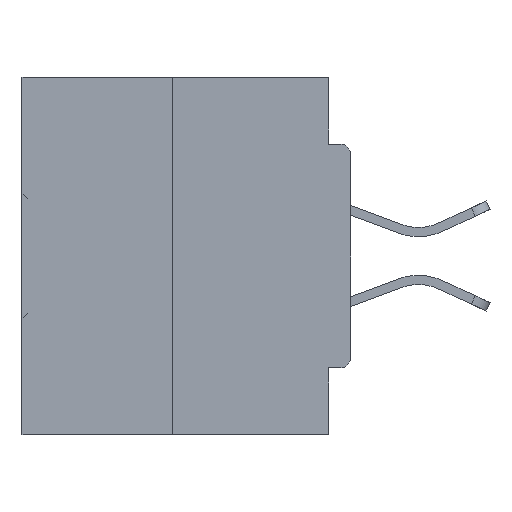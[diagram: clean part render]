
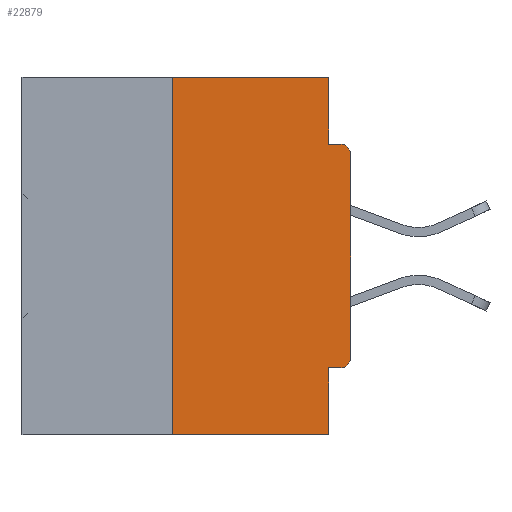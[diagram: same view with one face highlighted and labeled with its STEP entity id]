
A CAD part, left-side view. The second image highlights one B-rep face of the part: STEP entity #22879.
In plain terms, the highlighted planar face has unit normal (-1, 0, 0).
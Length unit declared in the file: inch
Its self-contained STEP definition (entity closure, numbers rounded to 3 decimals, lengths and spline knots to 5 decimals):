
#298 = CARTESIAN_POINT ( 'NONE',  ( 0., 0.015, -0.0935 ) ) ;
#307 = CARTESIAN_POINT ( 'NONE',  ( 0., 0., -0.3915 ) ) ;
#485 = CARTESIAN_POINT ( 'NONE',  ( 0., 0.015, -0.3915 ) ) ;
#2001 = ORIENTED_EDGE ( 'NONE', *, *, #26579, .F. ) ;
#2008 = VECTOR ( 'NONE', #8551, 39.37008 ) ;
#2905 = LINE ( 'NONE', #34598, #14144 ) ;
#3418 = VECTOR ( 'NONE', #30335, 39.37008 ) ;
#3639 = ORIENTED_EDGE ( 'NONE', *, *, #28433, .F. ) ;
#4688 = PLANE ( 'NONE',  #38605 ) ;
#4835 = ORIENTED_EDGE ( 'NONE', *, *, #36766, .T. ) ;
#5139 = VERTEX_POINT ( 'NONE', #24501 ) ;
#6250 = VECTOR ( 'NONE', #6264, 39.37008 ) ;
#6264 = DIRECTION ( 'NONE',  ( 0., -1., 0. ) ) ;
#6408 = EDGE_CURVE ( 'NONE', #23765, #5139, #2905, .T. ) ;
#6878 = EDGE_LOOP ( 'NONE', ( #3639, #45701, #42849, #2001, #35395, #12799, #11852, #4835, #27197, #21720 ) ) ;
#7039 = CARTESIAN_POINT ( 'NONE',  ( 0., 0., -0.0935 ) ) ;
#7227 = VERTEX_POINT ( 'NONE', #46011 ) ;
#7464 = DIRECTION ( 'NONE',  ( 0., 0., -1. ) ) ;
#7476 = VERTEX_POINT ( 'NONE', #307 ) ;
#7489 = LINE ( 'NONE', #27767, #33343 ) ;
#7850 = DIRECTION ( 'NONE',  ( 0., 0., -1. ) ) ;
#8551 = DIRECTION ( 'NONE',  ( 0., 0., 1. ) ) ;
#8784 = EDGE_CURVE ( 'NONE', #38557, #7476, #37168, .T. ) ;
#9083 = CARTESIAN_POINT ( 'NONE',  ( 0., 0.031, 0. ) ) ;
#9640 = VERTEX_POINT ( 'NONE', #32191 ) ;
#11088 = EDGE_CURVE ( 'NONE', #5139, #24379, #19040, .T. ) ;
#11284 = LINE ( 'NONE', #27783, #6250 ) ;
#11822 = CARTESIAN_POINT ( 'NONE',  ( 0., 0.031, -0.4065 ) ) ;
#11852 = ORIENTED_EDGE ( 'NONE', *, *, #17400, .T. ) ;
#12799 = ORIENTED_EDGE ( 'NONE', *, *, #8784, .T. ) ;
#14144 = VECTOR ( 'NONE', #38383, 39.37008 ) ;
#17400 = EDGE_CURVE ( 'NONE', #7476, #9640, #7489, .T. ) ;
#17697 = CARTESIAN_POINT ( 'NONE',  ( 0., 0.25, 0. ) ) ;
#17778 = DIRECTION ( 'NONE',  ( -1., 0., 0. ) ) ;
#18089 = VERTEX_POINT ( 'NONE', #17697 ) ;
#18423 = DIRECTION ( 'NONE',  ( 0., 1., 0. ) ) ;
#19040 = LINE ( 'NONE', #7039, #44409 ) ;
#21302 = FACE_OUTER_BOUND ( 'NONE', #6878, .T. ) ;
#21624 = DIRECTION ( 'NONE',  ( 0., -1., 0. ) ) ;
#21720 = ORIENTED_EDGE ( 'NONE', *, *, #6408, .F. ) ;
#22271 = CARTESIAN_POINT ( 'NONE',  ( 0., 0.015, -0.4065 ) ) ;
#22879 = ADVANCED_FACE ( 'NONE', ( #21302 ), #4688, .F. ) ;
#23127 = CARTESIAN_POINT ( 'NONE',  ( 0., 0.46, 0. ) ) ;
#23765 = VERTEX_POINT ( 'NONE', #9083 ) ;
#24125 = VECTOR ( 'NONE', #18423, 39.37008 ) ;
#24379 = VERTEX_POINT ( 'NONE', #298 ) ;
#24501 = CARTESIAN_POINT ( 'NONE',  ( 0., 0.031, -0.0935 ) ) ;
#25225 = DIRECTION ( 'NONE',  ( 0., 0., -1. ) ) ;
#26579 = EDGE_CURVE ( 'NONE', #45013, #35289, #43722, .T. ) ;
#27197 = ORIENTED_EDGE ( 'NONE', *, *, #11088, .F. ) ;
#27767 = CARTESIAN_POINT ( 'NONE',  ( 0., 0., 0. ) ) ;
#27783 = CARTESIAN_POINT ( 'NONE',  ( 0., 0.46, -0.5 ) ) ;
#28433 = EDGE_CURVE ( 'NONE', #18089, #23765, #39358, .T. ) ;
#28627 = AXIS2_PLACEMENT_3D ( 'NONE', #485, #17778, #7464 ) ;
#29846 = DIRECTION ( 'NONE',  ( 1., 0., 0. ) ) ;
#30335 = DIRECTION ( 'NONE',  ( 0., -1., 0. ) ) ;
#31072 = DIRECTION ( 'NONE',  ( 0., 0., 1. ) ) ;
#32191 = CARTESIAN_POINT ( 'NONE',  ( 0., 0., -0.1085 ) ) ;
#32994 = CARTESIAN_POINT ( 'NONE',  ( 0., 0.46, 0. ) ) ;
#33106 = EDGE_CURVE ( 'NONE', #38557, #45013, #33699, .T. ) ;
#33343 = VECTOR ( 'NONE', #31072, 39.37008 ) ;
#33699 = LINE ( 'NONE', #43780, #24125 ) ;
#33822 = CARTESIAN_POINT ( 'NONE',  ( 0., 0.031, -0.5 ) ) ;
#34598 = CARTESIAN_POINT ( 'NONE',  ( 0., 0.031, 0. ) ) ;
#35289 = VERTEX_POINT ( 'NONE', #33822 ) ;
#35395 = ORIENTED_EDGE ( 'NONE', *, *, #33106, .F. ) ;
#35769 = LINE ( 'NONE', #40938, #2008 ) ;
#36397 = EDGE_CURVE ( 'NONE', #7227, #18089, #35769, .T. ) ;
#36766 = EDGE_CURVE ( 'NONE', #9640, #24379, #38627, .T. ) ;
#37168 = CIRCLE ( 'NONE', #28627, 0.015 ) ;
#37504 = AXIS2_PLACEMENT_3D ( 'NONE', #43511, #43362, #25225 ) ;
#38383 = DIRECTION ( 'NONE',  ( 0., 0., -1. ) ) ;
#38557 = VERTEX_POINT ( 'NONE', #22271 ) ;
#38605 = AXIS2_PLACEMENT_3D ( 'NONE', #32994, #29846, #44167 ) ;
#38627 = CIRCLE ( 'NONE', #37504, 0.015 ) ;
#39358 = LINE ( 'NONE', #23127, #3418 ) ;
#40543 = CARTESIAN_POINT ( 'NONE',  ( 0., 0.031, -0.5 ) ) ;
#40938 = CARTESIAN_POINT ( 'NONE',  ( 0., 0.25, 0. ) ) ;
#42849 = ORIENTED_EDGE ( 'NONE', *, *, #45856, .T. ) ;
#43362 = DIRECTION ( 'NONE',  ( -1., 0., 0. ) ) ;
#43511 = CARTESIAN_POINT ( 'NONE',  ( 0., 0.015, -0.1085 ) ) ;
#43722 = LINE ( 'NONE', #40543, #46012 ) ;
#43780 = CARTESIAN_POINT ( 'NONE',  ( 0., 0., -0.4065 ) ) ;
#44167 = DIRECTION ( 'NONE',  ( 0., 0., -1. ) ) ;
#44409 = VECTOR ( 'NONE', #21624, 39.37008 ) ;
#45013 = VERTEX_POINT ( 'NONE', #11822 ) ;
#45701 = ORIENTED_EDGE ( 'NONE', *, *, #36397, .F. ) ;
#45856 = EDGE_CURVE ( 'NONE', #7227, #35289, #11284, .T. ) ;
#46011 = CARTESIAN_POINT ( 'NONE',  ( 0., 0.25, -0.5 ) ) ;
#46012 = VECTOR ( 'NONE', #7850, 39.37008 ) ;
